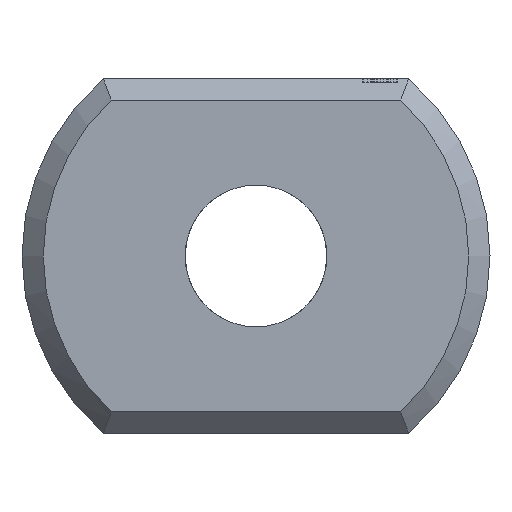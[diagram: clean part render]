
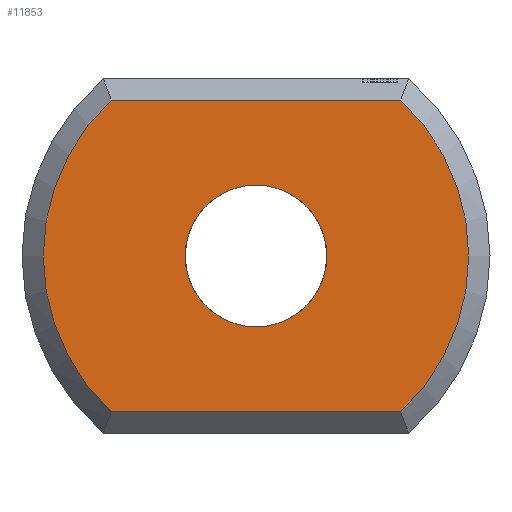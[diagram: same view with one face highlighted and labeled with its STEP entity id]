
A CAD part, left-side view. The second image highlights one B-rep face of the part: STEP entity #11853.
In plain terms, the highlighted planar face has unit normal (-1, 0, 0).
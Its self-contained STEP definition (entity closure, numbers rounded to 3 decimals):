
#298 = PLANE('',#299);
#299 = AXIS2_PLACEMENT_3D('',#300,#301,#302);
#300 = CARTESIAN_POINT('',(0.15,-2.154,-2.35));
#301 = DIRECTION('',(-0.707,0.,-0.707));
#302 = DIRECTION('',(0.,-1.,0.));
#725 = CONICAL_SURFACE('',#726,3.3,0.785);
#726 = AXIS2_PLACEMENT_3D('',#727,#728,#729);
#727 = CARTESIAN_POINT('',(0.3,0.,0.));
#728 = DIRECTION('',(1.,0.,0.));
#729 = DIRECTION('',(0.,0.653,-0.758));
#872 = CONICAL_SURFACE('',#873,3.3,0.785);
#873 = AXIS2_PLACEMENT_3D('',#874,#875,#876);
#874 = CARTESIAN_POINT('',(0.3,0.,0.));
#875 = DIRECTION('',(1.,0.,0.));
#876 = DIRECTION('',(0.,-0.653,0.758));
#909 = VERTEX_POINT('',#910);
#910 = CARTESIAN_POINT('',(0.,-2.04,-2.2));
#937 = VERTEX_POINT('',#938);
#938 = CARTESIAN_POINT('',(0.,2.04,-2.2));
#963 = EDGE_CURVE('',#909,#937,#964,.T.);
#964 = SURFACE_CURVE('',#965,(#969,#976),.PCURVE_S1.);
#965 = LINE('',#966,#967);
#966 = CARTESIAN_POINT('',(0.,-2.154,-2.2));
#967 = VECTOR('',#968,1.);
#968 = DIRECTION('',(0.,1.,0.));
#969 = PCURVE('',#298,#970);
#970 = DEFINITIONAL_REPRESENTATION('',(#971),#975);
#971 = LINE('',#972,#973);
#972 = CARTESIAN_POINT('',(0.,0.212));
#973 = VECTOR('',#974,1.);
#974 = DIRECTION('',(-1.,0.));
#975 = ( GEOMETRIC_REPRESENTATION_CONTEXT(2) 
PARAMETRIC_REPRESENTATION_CONTEXT() REPRESENTATION_CONTEXT('2D SPACE',''
  ) );
#976 = PCURVE('',#977,#982);
#977 = PLANE('',#978);
#978 = AXIS2_PLACEMENT_3D('',#979,#980,#981);
#979 = CARTESIAN_POINT('',(0.,0.,
    0.));
#980 = DIRECTION('',(1.,0.,0.));
#981 = DIRECTION('',(0.,0.,1.));
#982 = DEFINITIONAL_REPRESENTATION('',(#983),#987);
#983 = LINE('',#984,#985);
#984 = CARTESIAN_POINT('',(-2.2,2.154));
#985 = VECTOR('',#986,1.);
#986 = DIRECTION('',(0.,-1.));
#987 = ( GEOMETRIC_REPRESENTATION_CONTEXT(2) 
PARAMETRIC_REPRESENTATION_CONTEXT() REPRESENTATION_CONTEXT('2D SPACE',''
  ) );
#1763 = PLANE('',#1764);
#1764 = AXIS2_PLACEMENT_3D('',#1765,#1766,#1767);
#1765 = CARTESIAN_POINT('',(0.15,-2.154,2.35));
#1766 = DIRECTION('',(0.707,0.,-0.707
    ));
#1767 = DIRECTION('',(0.,-1.,0.));
#11640 = VERTEX_POINT('',#11641);
#11641 = CARTESIAN_POINT('',(0.,2.04,2.2));
#11666 = EDGE_CURVE('',#937,#11640,#11667,.T.);
#11667 = SURFACE_CURVE('',#11668,(#11673,#11680),.PCURVE_S1.);
#11668 = CIRCLE('',#11669,3.);
#11669 = AXIS2_PLACEMENT_3D('',#11670,#11671,#11672);
#11670 = CARTESIAN_POINT('',(0.,0.,
    0.));
#11671 = DIRECTION('',(1.,0.,0.));
#11672 = DIRECTION('',(0.,0.653,-0.758)
  );
#11673 = PCURVE('',#725,#11674);
#11674 = DEFINITIONAL_REPRESENTATION('',(#11675),#11679);
#11675 = LINE('',#11676,#11677);
#11676 = CARTESIAN_POINT('',(0.,-0.3));
#11677 = VECTOR('',#11678,1.);
#11678 = DIRECTION('',(1.,-0.));
#11679 = ( GEOMETRIC_REPRESENTATION_CONTEXT(2) 
PARAMETRIC_REPRESENTATION_CONTEXT() REPRESENTATION_CONTEXT('2D SPACE',''
  ) );
#11680 = PCURVE('',#977,#11681);
#11681 = DEFINITIONAL_REPRESENTATION('',(#11682),#11686);
#11682 = CIRCLE('',#11683,3.);
#11683 = AXIS2_PLACEMENT_2D('',#11684,#11685);
#11684 = CARTESIAN_POINT('',(0.,0.));
#11685 = DIRECTION('',(-0.758,-0.653));
#11686 = ( GEOMETRIC_REPRESENTATION_CONTEXT(2) 
PARAMETRIC_REPRESENTATION_CONTEXT() REPRESENTATION_CONTEXT('2D SPACE',''
  ) );
#11804 = VERTEX_POINT('',#11805);
#11805 = CARTESIAN_POINT('',(0.,-2.04,2.2));
#11832 = EDGE_CURVE('',#11804,#909,#11833,.T.);
#11833 = SURFACE_CURVE('',#11834,(#11839,#11846),.PCURVE_S1.);
#11834 = CIRCLE('',#11835,3.);
#11835 = AXIS2_PLACEMENT_3D('',#11836,#11837,#11838);
#11836 = CARTESIAN_POINT('',(0.,0.,
    0.));
#11837 = DIRECTION('',(1.,0.,0.));
#11838 = DIRECTION('',(0.,-0.653,0.758)
  );
#11839 = PCURVE('',#872,#11840);
#11840 = DEFINITIONAL_REPRESENTATION('',(#11841),#11845);
#11841 = LINE('',#11842,#11843);
#11842 = CARTESIAN_POINT('',(0.,-0.3));
#11843 = VECTOR('',#11844,1.);
#11844 = DIRECTION('',(1.,-0.));
#11845 = ( GEOMETRIC_REPRESENTATION_CONTEXT(2) 
PARAMETRIC_REPRESENTATION_CONTEXT() REPRESENTATION_CONTEXT('2D SPACE',''
  ) );
#11846 = PCURVE('',#977,#11847);
#11847 = DEFINITIONAL_REPRESENTATION('',(#11848),#11852);
#11848 = CIRCLE('',#11849,3.);
#11849 = AXIS2_PLACEMENT_2D('',#11850,#11851);
#11850 = CARTESIAN_POINT('',(0.,0.));
#11851 = DIRECTION('',(0.758,0.653));
#11852 = ( GEOMETRIC_REPRESENTATION_CONTEXT(2) 
PARAMETRIC_REPRESENTATION_CONTEXT() REPRESENTATION_CONTEXT('2D SPACE',''
  ) );
#11853 = ADVANCED_FACE('',(#11854,#11880),#977,.F.);
#11854 = FACE_BOUND('',#11855,.F.);
#11855 = EDGE_LOOP('',(#11856,#11857,#11878,#11879));
#11856 = ORIENTED_EDGE('',*,*,#11666,.T.);
#11857 = ORIENTED_EDGE('',*,*,#11858,.F.);
#11858 = EDGE_CURVE('',#11804,#11640,#11859,.T.);
#11859 = SURFACE_CURVE('',#11860,(#11864,#11871),.PCURVE_S1.);
#11860 = LINE('',#11861,#11862);
#11861 = CARTESIAN_POINT('',(0.,-2.154,2.2));
#11862 = VECTOR('',#11863,1.);
#11863 = DIRECTION('',(0.,1.,0.));
#11864 = PCURVE('',#977,#11865);
#11865 = DEFINITIONAL_REPRESENTATION('',(#11866),#11870);
#11866 = LINE('',#11867,#11868);
#11867 = CARTESIAN_POINT('',(2.2,2.154));
#11868 = VECTOR('',#11869,1.);
#11869 = DIRECTION('',(0.,-1.));
#11870 = ( GEOMETRIC_REPRESENTATION_CONTEXT(2) 
PARAMETRIC_REPRESENTATION_CONTEXT() REPRESENTATION_CONTEXT('2D SPACE',''
  ) );
#11871 = PCURVE('',#1763,#11872);
#11872 = DEFINITIONAL_REPRESENTATION('',(#11873),#11877);
#11873 = LINE('',#11874,#11875);
#11874 = CARTESIAN_POINT('',(0.,0.212));
#11875 = VECTOR('',#11876,1.);
#11876 = DIRECTION('',(-1.,0.));
#11877 = ( GEOMETRIC_REPRESENTATION_CONTEXT(2) 
PARAMETRIC_REPRESENTATION_CONTEXT() REPRESENTATION_CONTEXT('2D SPACE',''
  ) );
#11878 = ORIENTED_EDGE('',*,*,#11832,.T.);
#11879 = ORIENTED_EDGE('',*,*,#963,.T.);
#11880 = FACE_BOUND('',#11881,.T.);
#11881 = EDGE_LOOP('',(#11882));
#11882 = ORIENTED_EDGE('',*,*,#11883,.T.);
#11883 = EDGE_CURVE('',#11884,#11884,#11886,.T.);
#11884 = VERTEX_POINT('',#11885);
#11885 = CARTESIAN_POINT('',(0.,1.,0.));
#11886 = SURFACE_CURVE('',#11887,(#11892,#11899),.PCURVE_S1.);
#11887 = CIRCLE('',#11888,1.);
#11888 = AXIS2_PLACEMENT_3D('',#11889,#11890,#11891);
#11889 = CARTESIAN_POINT('',(0.,0.,0.));
#11890 = DIRECTION('',(1.,0.,0.));
#11891 = DIRECTION('',(0.,1.,0.));
#11892 = PCURVE('',#977,#11893);
#11893 = DEFINITIONAL_REPRESENTATION('',(#11894),#11898);
#11894 = CIRCLE('',#11895,1.);
#11895 = AXIS2_PLACEMENT_2D('',#11896,#11897);
#11896 = CARTESIAN_POINT('',(0.,0.));
#11897 = DIRECTION('',(0.,-1.));
#11898 = ( GEOMETRIC_REPRESENTATION_CONTEXT(2) 
PARAMETRIC_REPRESENTATION_CONTEXT() REPRESENTATION_CONTEXT('2D SPACE',''
  ) );
#11899 = PCURVE('',#11900,#11905);
#11900 = CYLINDRICAL_SURFACE('',#11901,1.);
#11901 = AXIS2_PLACEMENT_3D('',#11902,#11903,#11904);
#11902 = CARTESIAN_POINT('',(0.,0.,0.));
#11903 = DIRECTION('',(-1.,0.,0.));
#11904 = DIRECTION('',(0.,1.,0.));
#11905 = DEFINITIONAL_REPRESENTATION('',(#11906),#11910);
#11906 = LINE('',#11907,#11908);
#11907 = CARTESIAN_POINT('',(-0.,0.));
#11908 = VECTOR('',#11909,1.);
#11909 = DIRECTION('',(-1.,0.));
#11910 = ( GEOMETRIC_REPRESENTATION_CONTEXT(2) 
PARAMETRIC_REPRESENTATION_CONTEXT() REPRESENTATION_CONTEXT('2D SPACE',''
  ) );
